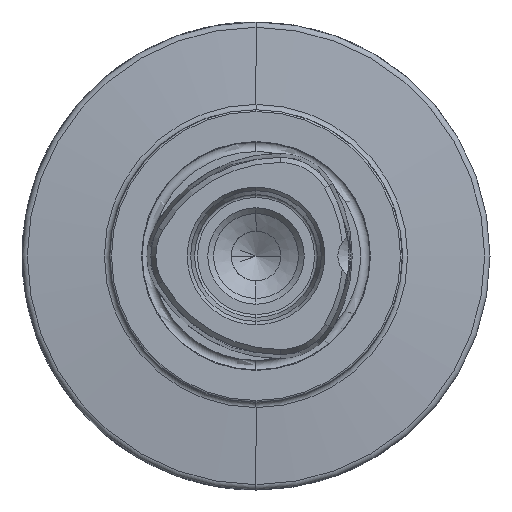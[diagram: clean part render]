
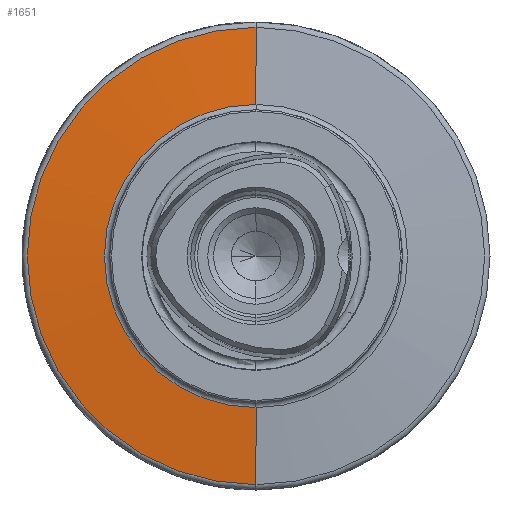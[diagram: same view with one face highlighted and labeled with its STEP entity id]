
A CAD part, left-side view. The second image highlights one B-rep face of the part: STEP entity #1651.
In plain terms, the highlighted conical face has half-angle 85 degrees and reference radius 39.087 mm.
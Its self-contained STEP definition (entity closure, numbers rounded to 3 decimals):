
#1020 = DIRECTION ( 'NONE',  ( 0.087, 0., 0.996 ) ) ;
#1058 = CARTESIAN_POINT ( 'NONE',  ( 22.149, 0., 39.087 ) ) ;
#1651 = ADVANCED_FACE ( 'NONE', ( #10010 ), #10018, .T. ) ;
#1815 = EDGE_CURVE ( 'NONE', #3007, #2912, #6664, .T. ) ;
#1817 = EDGE_CURVE ( 'NONE', #2912, #4291, #10173, .T. ) ;
#1997 = AXIS2_PLACEMENT_3D ( 'NONE', #8975, #8998, #8993 ) ;
#2691 = EDGE_LOOP ( 'NONE', ( #8466, #2860, #2812, #2865 ) ) ;
#2812 = ORIENTED_EDGE ( 'NONE', *, *, #9123, .T. ) ;
#2860 = ORIENTED_EDGE ( 'NONE', *, *, #9159, .T. ) ;
#2865 = ORIENTED_EDGE ( 'NONE', *, *, #1817, .F. ) ;
#2912 = VERTEX_POINT ( 'NONE', #8677 ) ;
#2948 = VERTEX_POINT ( 'NONE', #8751 ) ;
#3007 = VERTEX_POINT ( 'NONE', #8699 ) ;
#3464 = CARTESIAN_POINT ( 'NONE',  ( 22.149, 0., 0. ) ) ;
#3542 = DIRECTION ( 'NONE',  ( 0., 0., -1. ) ) ;
#3553 = DIRECTION ( 'NONE',  ( 1., 0., 0. ) ) ;
#4291 = VERTEX_POINT ( 'NONE', #11401 ) ;
#4874 = CIRCLE ( 'NONE', #1997, 39.087 ) ;
#4926 = LINE ( 'NONE', #1058, #4928 ) ;
#4928 = VECTOR ( 'NONE', #1020, 1000. ) ;
#6664 = CIRCLE ( 'NONE', #9836, 25.913 ) ;
#6714 = DIRECTION ( 'NONE',  ( 0., 0., 1. ) ) ;
#6750 = DIRECTION ( 'NONE',  ( -1., 0., 0. ) ) ;
#6772 = CARTESIAN_POINT ( 'NONE',  ( 22.149, 0., -39.087 ) ) ;
#6886 = DIRECTION ( 'NONE',  ( 0.087, 0., -0.996 ) ) ;
#6891 = CARTESIAN_POINT ( 'NONE',  ( 20.996, 0., 0. ) ) ;
#8466 = ORIENTED_EDGE ( 'NONE', *, *, #1815, .F. ) ;
#8677 = CARTESIAN_POINT ( 'NONE',  ( 20.996, 0., -25.913 ) ) ;
#8699 = CARTESIAN_POINT ( 'NONE',  ( 20.996, 0., 25.913 ) ) ;
#8751 = CARTESIAN_POINT ( 'NONE',  ( 22.149, 0., 39.087 ) ) ;
#8975 = CARTESIAN_POINT ( 'NONE',  ( 22.149, 0., 0. ) ) ;
#8993 = DIRECTION ( 'NONE',  ( 0., 0., 1. ) ) ;
#8998 = DIRECTION ( 'NONE',  ( -1., 0., 0. ) ) ;
#9123 = EDGE_CURVE ( 'NONE', #2948, #4291, #4874, .T. ) ;
#9159 = EDGE_CURVE ( 'NONE', #3007, #2948, #4926, .T. ) ;
#9774 = AXIS2_PLACEMENT_3D ( 'NONE', #3464, #3553, #3542 ) ;
#9836 = AXIS2_PLACEMENT_3D ( 'NONE', #6891, #6750, #6714 ) ;
#10010 = FACE_OUTER_BOUND ( 'NONE', #2691, .T. ) ;
#10018 = CONICAL_SURFACE ( 'NONE', #9774, 39.087, 1.484 ) ;
#10173 = LINE ( 'NONE', #6772, #10430 ) ;
#10430 = VECTOR ( 'NONE', #6886, 1000. ) ;
#11401 = CARTESIAN_POINT ( 'NONE',  ( 22.149, 0., -39.087 ) ) ;
